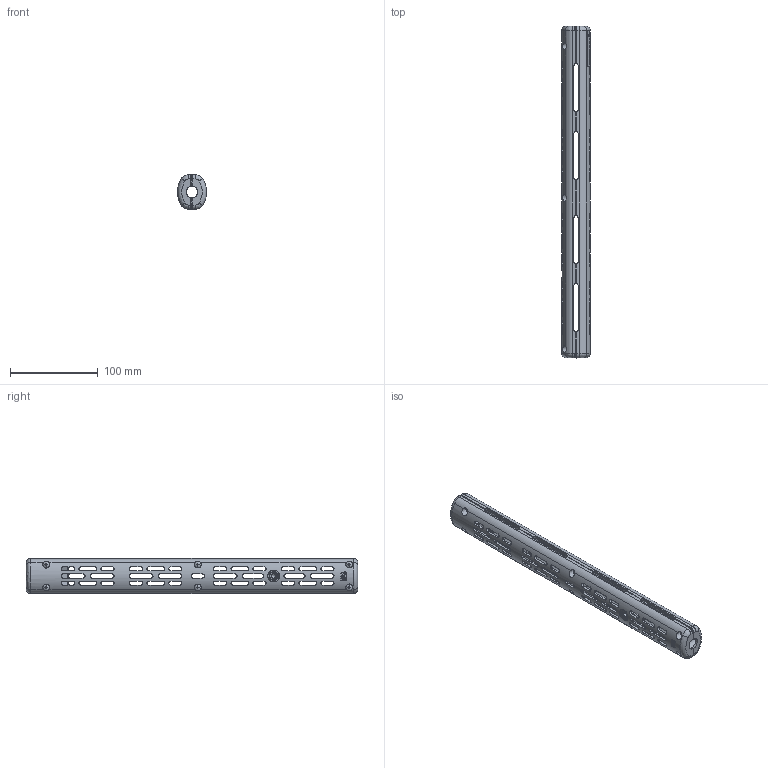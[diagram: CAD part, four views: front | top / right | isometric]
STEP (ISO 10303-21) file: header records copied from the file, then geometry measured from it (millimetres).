
FILE_DESCRIPTION(/* description */ ('Unknown'),/* implementation_level */ '2;1');
FILE_NAME(/* name */ '200009510',/* time_stamp */ '2020-10-16T08:46:22+02:00',/* author */ ('Unknown'),/* organization */ ('Unknown'),/* preprocessor_version */ 'ST-DEVELOPER v16.7',/* originating_system */ 'Solid Edge',/* authorisation */ 'Unknown');
FILE_SCHEMA (('AUTOMOTIVE_DESIGN {1 0 10303 214 3 1 1}'));
Products named in the file (1): Part1
Bounding box: 33 x 377.97 x 39.97 mm (x, y, z)
Volume: 120734.3 mm3; surface area: 96850.3 mm2
Topology: 1 solids, 1 shells, 2184 faces, 5719 edges, 3650 vertices
Faces by surface type: plane 799, bspline 681, cylinder 565, cone 86, sphere 28, torus 25
Full cylindrical faces by diameter (mm): 6.9 x6, 10 x1, 10.5 x1, 13 x1, 13.1 x1, 13.5 x1, 13.8 x1, 20.2 x1
Entity records: 109152 total; most frequent: CARTESIAN_POINT 47200, ORIENTED_EDGE 11312, DIRECTION 6960, EDGE_CURVE 5656, VERTEX_POINT 3633, B_SPLINE_CURVE_WITH_KNOTS 2820, AXIS2_PLACEMENT_3D 2620, FACE_BOUND 2497
